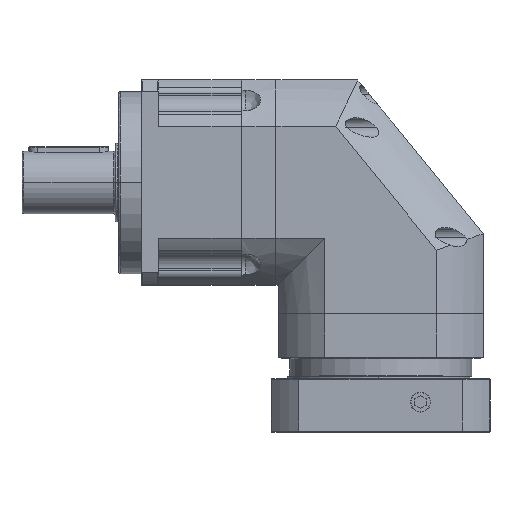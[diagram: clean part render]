
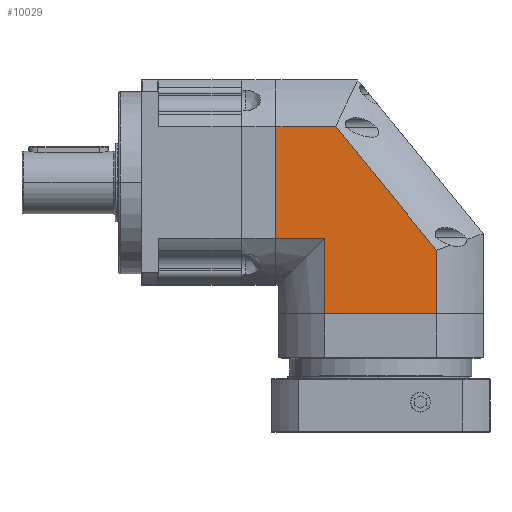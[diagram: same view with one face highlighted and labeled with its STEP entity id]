
A CAD part, top view. The second image highlights one B-rep face of the part: STEP entity #10029.
In plain terms, the highlighted face is planar.
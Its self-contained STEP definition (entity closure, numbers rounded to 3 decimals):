
#752 = VERTEX_POINT ( 'NONE', #32827 ) ;
#990 = VECTOR ( 'NONE', #14253, 1000. ) ;
#2036 = LINE ( 'NONE', #26949, #25446 ) ;
#2891 = ORIENTED_EDGE ( 'NONE', *, *, #17343, .F. ) ;
#3325 = CARTESIAN_POINT ( 'NONE',  ( -90., 49.054, -92. ) ) ;
#3366 = DIRECTION ( 'NONE',  ( 1., 0., 0. ) ) ;
#3577 = LINE ( 'NONE', #14855, #19660 ) ;
#3903 = CARTESIAN_POINT ( 'NONE',  ( -90., 49.054, 92. ) ) ;
#4870 = CARTESIAN_POINT ( 'NONE',  ( -90., -49.054, -92. ) ) ;
#6035 = EDGE_CURVE ( 'NONE', #8421, #27183, #25886, .T. ) ;
#6532 = VECTOR ( 'NONE', #11083, 1000. ) ;
#6944 = ORIENTED_EDGE ( 'NONE', *, *, #23711, .F. ) ;
#8421 = VERTEX_POINT ( 'NONE', #29644 ) ;
#8631 = ORIENTED_EDGE ( 'NONE', *, *, #29822, .F. ) ;
#9226 = VECTOR ( 'NONE', #30992, 1000. ) ;
#9540 = LINE ( 'NONE', #28984, #21283 ) ;
#9913 = DIRECTION ( 'NONE',  ( 0., -0.775, 0.632 ) ) ;
#10029 = ADVANCED_FACE ( 'NONE', ( #31564 ), #25563, .F. ) ;
#10764 = EDGE_CURVE ( 'NONE', #752, #19266, #3577, .T. ) ;
#11083 = DIRECTION ( 'NONE',  ( 0., 0., -1. ) ) ;
#12258 = DIRECTION ( 'NONE',  ( 0., -1., 0. ) ) ;
#12824 = CARTESIAN_POINT ( 'NONE',  ( -90., 49.054, -39.454 ) ) ;
#14253 = DIRECTION ( 'NONE',  ( 0., 1., 0. ) ) ;
#14855 = CARTESIAN_POINT ( 'NONE',  ( -90., 49.054, 92. ) ) ;
#14967 = CARTESIAN_POINT ( 'NONE',  ( -90., 49.054, -49.054 ) ) ;
#15007 = DIRECTION ( 'NONE',  ( 0., 0., -1. ) ) ;
#16022 = EDGE_LOOP ( 'NONE', ( #6944, #19215, #8631, #27402, #25937, #25936, #2891 ) ) ;
#16551 = LINE ( 'NONE', #35829, #6532 ) ;
#17343 = EDGE_CURVE ( 'NONE', #19424, #26019, #9540, .T. ) ;
#19215 = ORIENTED_EDGE ( 'NONE', *, *, #10764, .F. ) ;
#19266 = VERTEX_POINT ( 'NONE', #35131 ) ;
#19270 = EDGE_CURVE ( 'NONE', #26019, #8421, #2036, .T. ) ;
#19424 = VERTEX_POINT ( 'NONE', #21868 ) ;
#19660 = VECTOR ( 'NONE', #25586, 1000. ) ;
#20180 = VERTEX_POINT ( 'NONE', #4870 ) ;
#21249 = AXIS2_PLACEMENT_3D ( 'NONE', #3903, #3366, #15007 ) ;
#21283 = VECTOR ( 'NONE', #12258, 1000. ) ;
#21868 = CARTESIAN_POINT ( 'NONE',  ( -90., -59.57, 49.054 ) ) ;
#22981 = LINE ( 'NONE', #3325, #990 ) ;
#23683 = DIRECTION ( 'NONE',  ( 0., 0., -1. ) ) ;
#23711 = EDGE_CURVE ( 'NONE', #19266, #19424, #29544, .T. ) ;
#25446 = VECTOR ( 'NONE', #23683, 1000. ) ;
#25563 = PLANE ( 'NONE',  #21249 ) ;
#25586 = DIRECTION ( 'NONE',  ( 0., 0., 1. ) ) ;
#25886 = LINE ( 'NONE', #14967, #9226 ) ;
#25936 = ORIENTED_EDGE ( 'NONE', *, *, #19270, .F. ) ;
#25937 = ORIENTED_EDGE ( 'NONE', *, *, #6035, .F. ) ;
#26019 = VERTEX_POINT ( 'NONE', #33052 ) ;
#26949 = CARTESIAN_POINT ( 'NONE',  ( -90., -115., 0. ) ) ;
#27146 = EDGE_CURVE ( 'NONE', #27183, #20180, #16551, .T. ) ;
#27183 = VERTEX_POINT ( 'NONE', #27827 ) ;
#27402 = ORIENTED_EDGE ( 'NONE', *, *, #27146, .F. ) ;
#27827 = CARTESIAN_POINT ( 'NONE',  ( -90., -49.054, -49.054 ) ) ;
#28984 = CARTESIAN_POINT ( 'NONE',  ( -90., 49.054, 49.054 ) ) ;
#29544 = LINE ( 'NONE', #12824, #33098 ) ;
#29644 = CARTESIAN_POINT ( 'NONE',  ( -90., -115., -49.054 ) ) ;
#29822 = EDGE_CURVE ( 'NONE', #20180, #752, #22981, .T. ) ;
#30992 = DIRECTION ( 'NONE',  ( 0., 1., 0. ) ) ;
#31564 = FACE_OUTER_BOUND ( 'NONE', #16022, .T. ) ;
#32827 = CARTESIAN_POINT ( 'NONE',  ( -90., 49.054, -92. ) ) ;
#33052 = CARTESIAN_POINT ( 'NONE',  ( -90., -115., 49.054 ) ) ;
#33098 = VECTOR ( 'NONE', #9913, 1000. ) ;
#35131 = CARTESIAN_POINT ( 'NONE',  ( -90., 49.054, -39.454 ) ) ;
#35829 = CARTESIAN_POINT ( 'NONE',  ( -90., -49.054, 92. ) ) ;
